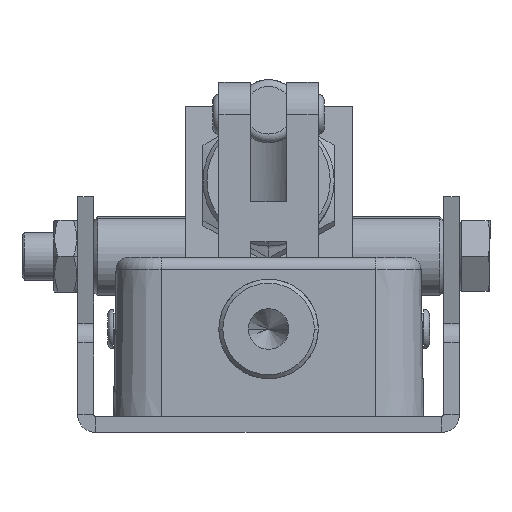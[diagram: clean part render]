
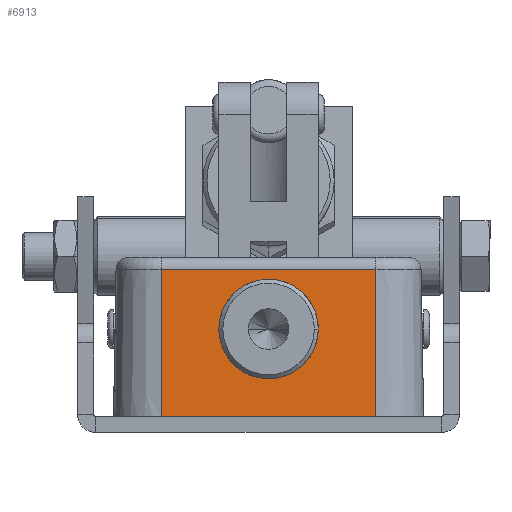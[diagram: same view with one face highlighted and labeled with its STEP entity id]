
A CAD part, left-side view. The second image highlights one B-rep face of the part: STEP entity #6913.
In plain terms, the highlighted face is planar.
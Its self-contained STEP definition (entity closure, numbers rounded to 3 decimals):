
#760 = CARTESIAN_POINT ( 'NONE',  ( -97.616, 22., 12.5 ) ) ;
#1475 = VERTEX_POINT ( 'NONE', #18564 ) ;
#2136 = ORIENTED_EDGE ( 'NONE', *, *, #15152, .T. ) ;
#2137 = ORIENTED_EDGE ( 'NONE', *, *, #14969, .T. ) ;
#2138 = ORIENTED_EDGE ( 'NONE', *, *, #15153, .F. ) ;
#2139 = ORIENTED_EDGE ( 'NONE', *, *, #15154, .T. ) ;
#2140 = ORIENTED_EDGE ( 'NONE', *, *, #15148, .T. ) ;
#2141 = ORIENTED_EDGE ( 'NONE', *, *, #15045, .T. ) ;
#3154 = FACE_BOUND ( 'NONE', #14154, .T. ) ;
#3165 = FACE_OUTER_BOUND ( 'NONE', #14262, .T. ) ;
#5701 = LINE ( 'NONE', #16225, #5705 ) ;
#5705 = VECTOR ( 'NONE', #16223, 1000. ) ;
#5814 = LINE ( 'NONE', #16773, #5817 ) ;
#5817 = VECTOR ( 'NONE', #16774, 1000. ) ;
#5818 = LINE ( 'NONE', #16808, #5820 ) ;
#5819 = LINE ( 'NONE', #16810, #5822 ) ;
#5820 = VECTOR ( 'NONE', #16809, 1000. ) ;
#5822 = VECTOR ( 'NONE', #16811, 1000. ) ;
#6913 = ADVANCED_FACE ( 'NONE', ( #3154, #3165 ), #29353, .T. ) ;
#7589 = AXIS2_PLACEMENT_3D ( 'NONE', #29345, #29355, #29356 ) ;
#10959 = VERTEX_POINT ( 'NONE', #760 ) ;
#13646 = VERTEX_POINT ( 'NONE', #32581 ) ;
#13648 = VERTEX_POINT ( 'NONE', #32585 ) ;
#13780 = VERTEX_POINT ( 'NONE', #32843 ) ;
#14154 = EDGE_LOOP ( 'NONE', ( #2136, #2137 ) ) ;
#14262 = EDGE_LOOP ( 'NONE', ( #2138, #2139, #2140, #2141 ) ) ;
#14969 = EDGE_CURVE ( 'NONE', #10959, #35153, #22926, .T. ) ;
#15045 = EDGE_CURVE ( 'NONE', #13646, #13648, #5701, .T. ) ;
#15148 = EDGE_CURVE ( 'NONE', #1475, #13646, #5814, .T. ) ;
#15152 = EDGE_CURVE ( 'NONE', #35153, #10959, #23041, .T. ) ;
#15153 = EDGE_CURVE ( 'NONE', #13780, #13648, #5818, .T. ) ;
#15154 = EDGE_CURVE ( 'NONE', #13780, #1475, #5819, .T. ) ;
#15737 = CARTESIAN_POINT ( 'NONE',  ( -97.616, 22., 12.5 ) ) ;
#15739 = CARTESIAN_POINT ( 'NONE',  ( -98.052, -3., 12.5 ) ) ;
#15748 = CARTESIAN_POINT ( 'NONE',  ( -98.052, -3., -12.5 ) ) ;
#15750 = CARTESIAN_POINT ( 'NONE',  ( -97.616, 22., -12.5 ) ) ;
#16223 = DIRECTION ( 'NONE',  ( 0., 0., 1. ) ) ;
#16225 = CARTESIAN_POINT ( 'NONE',  ( -98., 0., -27. ) ) ;
#16773 = CARTESIAN_POINT ( 'NONE',  ( -98., 0., -27. ) ) ;
#16774 = DIRECTION ( 'NONE',  ( -0.017, -1., 0. ) ) ;
#16786 = CARTESIAN_POINT ( 'NONE',  ( -97.18, 47., -12.5 ) ) ;
#16787 = CARTESIAN_POINT ( 'NONE',  ( -97.616, 22., -12.5 ) ) ;
#16806 = CARTESIAN_POINT ( 'NONE',  ( -97.18, 47., 12.5 ) ) ;
#16807 = CARTESIAN_POINT ( 'NONE',  ( -97.616, 22., 12.5 ) ) ;
#16808 = CARTESIAN_POINT ( 'NONE',  ( -98., 0., 27. ) ) ;
#16809 = DIRECTION ( 'NONE',  ( -0.017, -1., 0. ) ) ;
#16810 = CARTESIAN_POINT ( 'NONE',  ( -97.353, 37.052, -27. ) ) ;
#16811 = DIRECTION ( 'NONE',  ( 0., 0., -1. ) ) ;
#18564 = CARTESIAN_POINT ( 'NONE',  ( -97.353, 37.052, -27. ) ) ;
#22926 =( BOUNDED_CURVE ( )  B_SPLINE_CURVE ( 3, ( #15737, #15739, #15748, #15750 ),
 .UNSPECIFIED., .F., .T. ) 
 B_SPLINE_CURVE_WITH_KNOTS ( ( 4, 4 ),
 ( 1.571, 4.712 ),
 .UNSPECIFIED. ) 
 CURVE ( )  GEOMETRIC_REPRESENTATION_ITEM ( )  RATIONAL_B_SPLINE_CURVE ( ( 1., 0.333, 0.333, 1. ) ) 
 REPRESENTATION_ITEM ( '' )  );
#23041 =( BOUNDED_CURVE ( )  B_SPLINE_CURVE ( 3, ( #16787, #16786, #16806, #16807 ),
 .UNSPECIFIED., .F., .F. ) 
 B_SPLINE_CURVE_WITH_KNOTS ( ( 4, 4 ),
 ( 4.712, 7.854 ),
 .UNSPECIFIED. ) 
 CURVE ( )  GEOMETRIC_REPRESENTATION_ITEM ( )  RATIONAL_B_SPLINE_CURVE ( ( 1., 0.333, 0.333, 1. ) ) 
 REPRESENTATION_ITEM ( '' )  );
#24183 = CARTESIAN_POINT ( 'NONE',  ( -97.616, 22., -12.5 ) ) ;
#29345 = CARTESIAN_POINT ( 'NONE',  ( -98., 0., -27. ) ) ;
#29353 = PLANE ( 'NONE',  #7589 ) ;
#29355 = DIRECTION ( 'NONE',  ( -1., 0.017, 0. ) ) ;
#29356 = DIRECTION ( 'NONE',  ( -0.017, -1., 0. ) ) ;
#32581 = CARTESIAN_POINT ( 'NONE',  ( -98., 0., -27. ) ) ;
#32585 = CARTESIAN_POINT ( 'NONE',  ( -98., 0., 27. ) ) ;
#32843 = CARTESIAN_POINT ( 'NONE',  ( -97.353, 37.052, 27. ) ) ;
#35153 = VERTEX_POINT ( 'NONE', #24183 ) ;
